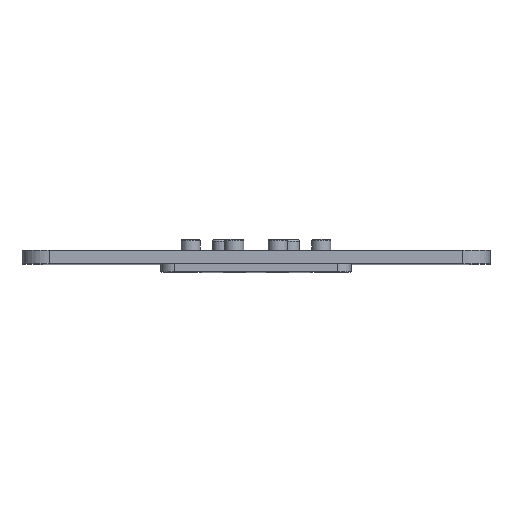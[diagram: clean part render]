
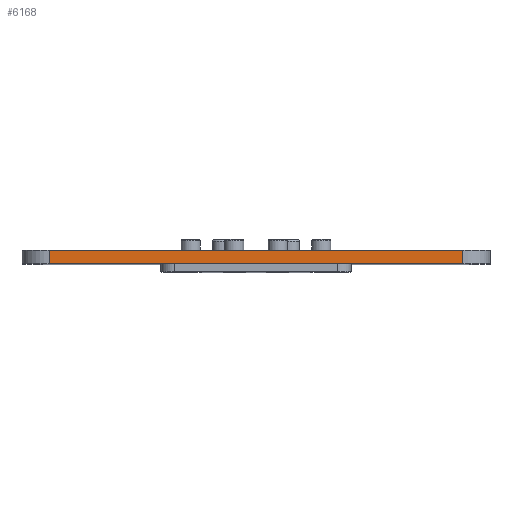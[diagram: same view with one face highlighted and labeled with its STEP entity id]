
A CAD part, top view. The second image highlights one B-rep face of the part: STEP entity #6168.
In plain terms, the highlighted planar face has unit normal (0, 0, 1).
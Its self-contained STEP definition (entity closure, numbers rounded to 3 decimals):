
#354 = VERTEX_POINT ( 'NONE', #8642 ) ;
#433 = CARTESIAN_POINT ( 'NONE',  ( 76., 0., 72.5 ) ) ;
#1121 = DIRECTION ( 'NONE',  ( 0., 0., -1. ) ) ;
#1213 = LINE ( 'NONE', #1604, #2191 ) ;
#1269 = VECTOR ( 'NONE', #4657, 1000. ) ;
#1353 = CARTESIAN_POINT ( 'NONE',  ( -76., 5., 72.5 ) ) ;
#1376 = LINE ( 'NONE', #1353, #2798 ) ;
#1604 = CARTESIAN_POINT ( 'NONE',  ( 76., 5., 72.5 ) ) ;
#2053 = DIRECTION ( 'NONE',  ( 0., 1., 0. ) ) ;
#2081 = LINE ( 'NONE', #3917, #7194 ) ;
#2191 = VECTOR ( 'NONE', #6374, 1000. ) ;
#2282 = CARTESIAN_POINT ( 'NONE',  ( -76., 5., 72.5 ) ) ;
#2520 = DIRECTION ( 'NONE',  ( -1., 0., 0. ) ) ;
#2798 = VECTOR ( 'NONE', #2053, 1000. ) ;
#2977 = VERTEX_POINT ( 'NONE', #2282 ) ;
#3318 = ORIENTED_EDGE ( 'NONE', *, *, #4238, .F. ) ;
#3464 = LINE ( 'NONE', #4017, #1269 ) ;
#3764 = FACE_OUTER_BOUND ( 'NONE', #5408, .T. ) ;
#3917 = CARTESIAN_POINT ( 'NONE',  ( 0., 0., 72.5 ) ) ;
#4017 = CARTESIAN_POINT ( 'NONE',  ( -86., 5., 72.5 ) ) ;
#4238 = EDGE_CURVE ( 'NONE', #2977, #354, #3464, .T. ) ;
#4657 = DIRECTION ( 'NONE',  ( 1., 0., 0. ) ) ;
#5000 = EDGE_CURVE ( 'NONE', #6292, #6169, #2081, .T. ) ;
#5271 = CARTESIAN_POINT ( 'NONE',  ( -86., 5., 72.5 ) ) ;
#5390 = EDGE_CURVE ( 'NONE', #354, #6169, #1213, .T. ) ;
#5408 = EDGE_LOOP ( 'NONE', ( #7560, #6657, #3318, #7819 ) ) ;
#5912 = EDGE_CURVE ( 'NONE', #6292, #2977, #1376, .T. ) ;
#6050 = AXIS2_PLACEMENT_3D ( 'NONE', #5271, #1121, #2520 ) ;
#6168 = ADVANCED_FACE ( 'NONE', ( #3764 ), #6729, .F. ) ;
#6169 = VERTEX_POINT ( 'NONE', #433 ) ;
#6272 = CARTESIAN_POINT ( 'NONE',  ( -76., 0., 72.5 ) ) ;
#6292 = VERTEX_POINT ( 'NONE', #6272 ) ;
#6374 = DIRECTION ( 'NONE',  ( 0., -1., 0. ) ) ;
#6657 = ORIENTED_EDGE ( 'NONE', *, *, #5390, .F. ) ;
#6729 = PLANE ( 'NONE',  #6050 ) ;
#7194 = VECTOR ( 'NONE', #8872, 1000. ) ;
#7560 = ORIENTED_EDGE ( 'NONE', *, *, #5000, .T. ) ;
#7819 = ORIENTED_EDGE ( 'NONE', *, *, #5912, .F. ) ;
#8642 = CARTESIAN_POINT ( 'NONE',  ( 76., 5., 72.5 ) ) ;
#8872 = DIRECTION ( 'NONE',  ( 1., 0., 0. ) ) ;
